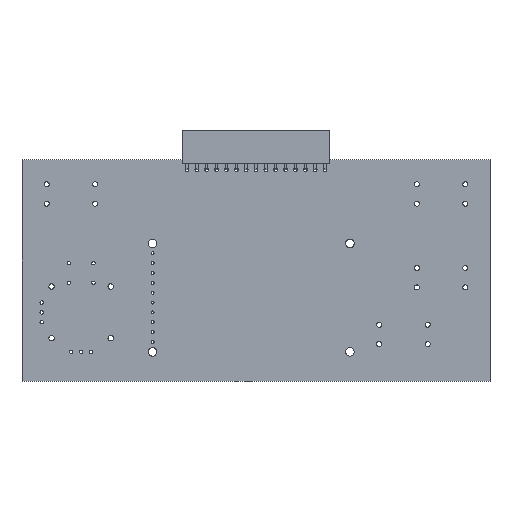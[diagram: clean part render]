
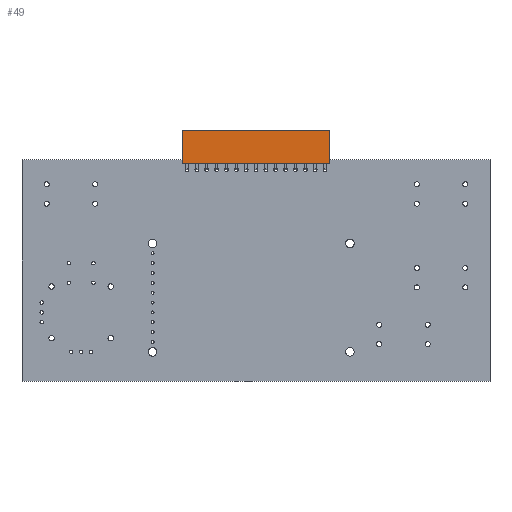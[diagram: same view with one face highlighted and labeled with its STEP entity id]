
A CAD part, top view. The second image highlights one B-rep face of the part: STEP entity #49.
In plain terms, the highlighted planar face has unit normal (0, 0, 1).
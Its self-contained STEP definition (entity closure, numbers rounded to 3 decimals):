
#49 = ADVANCED_FACE('',(#50),#64,.F.);
#50 = FACE_BOUND('',#51,.F.);
#51 = EDGE_LOOP('',(#52,#87,#115,#143));
#52 = ORIENTED_EDGE('',*,*,#53,.T.);
#53 = EDGE_CURVE('',#54,#56,#58,.T.);
#54 = VERTEX_POINT('',#55);
#55 = CARTESIAN_POINT('',(-1.52,-36.83,2.54));
#56 = VERTEX_POINT('',#57);
#57 = CARTESIAN_POINT('',(-10.03,-36.83,2.54));
#58 = SURFACE_CURVE('',#59,(#63,#75),.PCURVE_S1.);
#59 = LINE('',#60,#61);
#60 = CARTESIAN_POINT('',(-1.52,-36.83,2.54));
#61 = VECTOR('',#62,1.);
#62 = DIRECTION('',(-1.,0.,0.));
#63 = PCURVE('',#64,#69);
#64 = PLANE('',#65);
#65 = AXIS2_PLACEMENT_3D('',#66,#67,#68);
#66 = CARTESIAN_POINT('',(-1.52,-36.83,2.54));
#67 = DIRECTION('',(0.,0.,-1.));
#68 = DIRECTION('',(0.,1.,0.));
#69 = DEFINITIONAL_REPRESENTATION('',(#70),#74);
#70 = LINE('',#71,#72);
#71 = CARTESIAN_POINT('',(0.,0.));
#72 = VECTOR('',#73,1.);
#73 = DIRECTION('',(0.,-1.));
#74 = ( GEOMETRIC_REPRESENTATION_CONTEXT(2) 
PARAMETRIC_REPRESENTATION_CONTEXT() REPRESENTATION_CONTEXT('2D SPACE',''
  ) );
#75 = PCURVE('',#76,#81);
#76 = PLANE('',#77);
#77 = AXIS2_PLACEMENT_3D('',#78,#79,#80);
#78 = CARTESIAN_POINT('',(-1.52,-36.83,0.));
#79 = DIRECTION('',(0.,1.,0.));
#80 = DIRECTION('',(0.,0.,1.));
#81 = DEFINITIONAL_REPRESENTATION('',(#82),#86);
#82 = LINE('',#83,#84);
#83 = CARTESIAN_POINT('',(2.54,0.));
#84 = VECTOR('',#85,1.);
#85 = DIRECTION('',(0.,-1.));
#86 = ( GEOMETRIC_REPRESENTATION_CONTEXT(2) 
PARAMETRIC_REPRESENTATION_CONTEXT() REPRESENTATION_CONTEXT('2D SPACE',''
  ) );
#87 = ORIENTED_EDGE('',*,*,#88,.T.);
#88 = EDGE_CURVE('',#56,#89,#91,.T.);
#89 = VERTEX_POINT('',#90);
#90 = CARTESIAN_POINT('',(-10.03,1.27,2.54));
#91 = SURFACE_CURVE('',#92,(#96,#103),.PCURVE_S1.);
#92 = LINE('',#93,#94);
#93 = CARTESIAN_POINT('',(-10.03,-36.83,2.54));
#94 = VECTOR('',#95,1.);
#95 = DIRECTION('',(0.,1.,0.));
#96 = PCURVE('',#64,#97);
#97 = DEFINITIONAL_REPRESENTATION('',(#98),#102);
#98 = LINE('',#99,#100);
#99 = CARTESIAN_POINT('',(0.,-8.51));
#100 = VECTOR('',#101,1.);
#101 = DIRECTION('',(1.,0.));
#102 = ( GEOMETRIC_REPRESENTATION_CONTEXT(2) 
PARAMETRIC_REPRESENTATION_CONTEXT() REPRESENTATION_CONTEXT('2D SPACE',''
  ) );
#103 = PCURVE('',#104,#109);
#104 = PLANE('',#105);
#105 = AXIS2_PLACEMENT_3D('',#106,#107,#108);
#106 = CARTESIAN_POINT('',(-10.03,-36.83,2.54));
#107 = DIRECTION('',(1.,0.,0.));
#108 = DIRECTION('',(0.,-1.,0.));
#109 = DEFINITIONAL_REPRESENTATION('',(#110),#114);
#110 = LINE('',#111,#112);
#111 = CARTESIAN_POINT('',(0.,0.));
#112 = VECTOR('',#113,1.);
#113 = DIRECTION('',(-1.,0.));
#114 = ( GEOMETRIC_REPRESENTATION_CONTEXT(2) 
PARAMETRIC_REPRESENTATION_CONTEXT() REPRESENTATION_CONTEXT('2D SPACE',''
  ) );
#115 = ORIENTED_EDGE('',*,*,#116,.F.);
#116 = EDGE_CURVE('',#117,#89,#119,.T.);
#117 = VERTEX_POINT('',#118);
#118 = CARTESIAN_POINT('',(-1.52,1.27,2.54));
#119 = SURFACE_CURVE('',#120,(#124,#131),.PCURVE_S1.);
#120 = LINE('',#121,#122);
#121 = CARTESIAN_POINT('',(-1.52,1.27,2.54));
#122 = VECTOR('',#123,1.);
#123 = DIRECTION('',(-1.,0.,0.));
#124 = PCURVE('',#64,#125);
#125 = DEFINITIONAL_REPRESENTATION('',(#126),#130);
#126 = LINE('',#127,#128);
#127 = CARTESIAN_POINT('',(38.1,0.));
#128 = VECTOR('',#129,1.);
#129 = DIRECTION('',(0.,-1.));
#130 = ( GEOMETRIC_REPRESENTATION_CONTEXT(2) 
PARAMETRIC_REPRESENTATION_CONTEXT() REPRESENTATION_CONTEXT('2D SPACE',''
  ) );
#131 = PCURVE('',#132,#137);
#132 = PLANE('',#133);
#133 = AXIS2_PLACEMENT_3D('',#134,#135,#136);
#134 = CARTESIAN_POINT('',(-1.52,1.27,2.54));
#135 = DIRECTION('',(0.,-1.,0.));
#136 = DIRECTION('',(0.,0.,-1.));
#137 = DEFINITIONAL_REPRESENTATION('',(#138),#142);
#138 = LINE('',#139,#140);
#139 = CARTESIAN_POINT('',(0.,0.));
#140 = VECTOR('',#141,1.);
#141 = DIRECTION('',(0.,-1.));
#142 = ( GEOMETRIC_REPRESENTATION_CONTEXT(2) 
PARAMETRIC_REPRESENTATION_CONTEXT() REPRESENTATION_CONTEXT('2D SPACE',''
  ) );
#143 = ORIENTED_EDGE('',*,*,#144,.F.);
#144 = EDGE_CURVE('',#54,#117,#145,.T.);
#145 = SURFACE_CURVE('',#146,(#150,#157),.PCURVE_S1.);
#146 = LINE('',#147,#148);
#147 = CARTESIAN_POINT('',(-1.52,-36.83,2.54));
#148 = VECTOR('',#149,1.);
#149 = DIRECTION('',(0.,1.,0.));
#150 = PCURVE('',#64,#151);
#151 = DEFINITIONAL_REPRESENTATION('',(#152),#156);
#152 = LINE('',#153,#154);
#153 = CARTESIAN_POINT('',(0.,0.));
#154 = VECTOR('',#155,1.);
#155 = DIRECTION('',(1.,0.));
#156 = ( GEOMETRIC_REPRESENTATION_CONTEXT(2) 
PARAMETRIC_REPRESENTATION_CONTEXT() REPRESENTATION_CONTEXT('2D SPACE',''
  ) );
#157 = PCURVE('',#158,#163);
#158 = PLANE('',#159);
#159 = AXIS2_PLACEMENT_3D('',#160,#161,#162);
#160 = CARTESIAN_POINT('',(-1.52,-36.83,2.54));
#161 = DIRECTION('',(1.,0.,0.));
#162 = DIRECTION('',(0.,-1.,0.));
#163 = DEFINITIONAL_REPRESENTATION('',(#164),#168);
#164 = LINE('',#165,#166);
#165 = CARTESIAN_POINT('',(0.,0.));
#166 = VECTOR('',#167,1.);
#167 = DIRECTION('',(-1.,0.));
#168 = ( GEOMETRIC_REPRESENTATION_CONTEXT(2) 
PARAMETRIC_REPRESENTATION_CONTEXT() REPRESENTATION_CONTEXT('2D SPACE',''
  ) );
